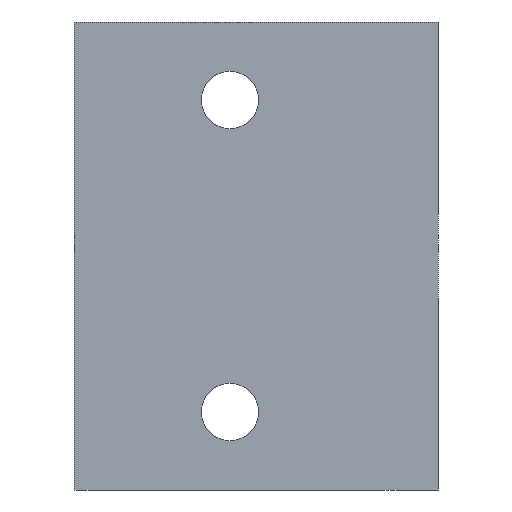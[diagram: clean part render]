
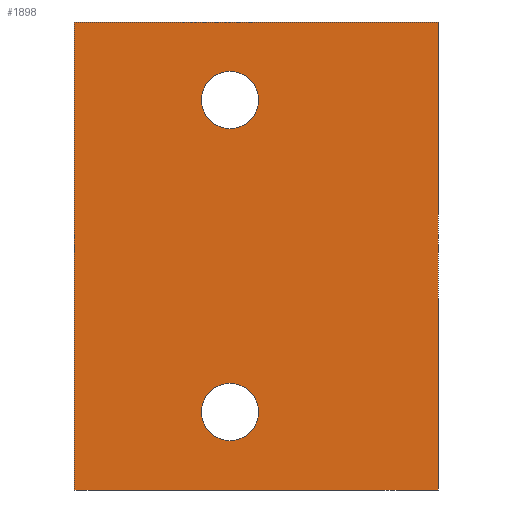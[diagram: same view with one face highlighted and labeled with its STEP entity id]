
A CAD part, left-side view. The second image highlights one B-rep face of the part: STEP entity #1898.
In plain terms, the highlighted planar face has unit normal (-1, 0, 0).
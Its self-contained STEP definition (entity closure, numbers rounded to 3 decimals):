
#74=CIRCLE('',#2053,5.5);
#75=CIRCLE('',#2055,5.5);
#95=FACE_BOUND('',#321,.T.);
#96=FACE_BOUND('',#322,.T.);
#201=FACE_OUTER_BOUND('',#320,.T.);
#320=EDGE_LOOP('',(#1693,#1694,#1695,#1696));
#321=EDGE_LOOP('',(#1697));
#322=EDGE_LOOP('',(#1698));
#523=LINE('',#3089,#738);
#537=LINE('',#3129,#752);
#539=LINE('',#3133,#754);
#540=LINE('',#3134,#755);
#738=VECTOR('',#2503,10.);
#752=VECTOR('',#2545,10.);
#754=VECTOR('',#2549,10.);
#755=VECTOR('',#2550,10.);
#918=VERTEX_POINT('',#3086);
#919=VERTEX_POINT('',#3088);
#928=VERTEX_POINT('',#3116);
#929=VERTEX_POINT('',#3120);
#931=VERTEX_POINT('',#3128);
#932=VERTEX_POINT('',#3132);
#1169=EDGE_CURVE('',#919,#918,#523,.T.);
#1184=EDGE_CURVE('',#928,#928,#74,.T.);
#1186=EDGE_CURVE('',#929,#929,#75,.T.);
#1189=EDGE_CURVE('',#931,#919,#537,.T.);
#1191=EDGE_CURVE('',#932,#918,#539,.T.);
#1192=EDGE_CURVE('',#931,#932,#540,.T.);
#1693=ORIENTED_EDGE('',*,*,#1169,.T.);
#1694=ORIENTED_EDGE('',*,*,#1191,.F.);
#1695=ORIENTED_EDGE('',*,*,#1192,.F.);
#1696=ORIENTED_EDGE('',*,*,#1189,.T.);
#1697=ORIENTED_EDGE('',*,*,#1184,.T.);
#1698=ORIENTED_EDGE('',*,*,#1186,.T.);
#1798=PLANE('',#2058);
#1898=ADVANCED_FACE('',(#201,#95,#96),#1798,.T.);
#2053=AXIS2_PLACEMENT_3D('',#3118,#2532,#2533);
#2055=AXIS2_PLACEMENT_3D('',#3122,#2537,#2538);
#2058=AXIS2_PLACEMENT_3D('',#3131,#2547,#2548);
#2503=DIRECTION('',(0.,1.,0.));
#2532=DIRECTION('center_axis',(1.,0.,0.));
#2533=DIRECTION('ref_axis',(0.,0.,-1.));
#2537=DIRECTION('center_axis',(1.,0.,0.));
#2538=DIRECTION('ref_axis',(0.,0.,-1.));
#2545=DIRECTION('',(0.,0.,1.));
#2547=DIRECTION('center_axis',(-1.,0.,0.));
#2548=DIRECTION('ref_axis',(0.,0.,1.));
#2549=DIRECTION('',(0.,0.,1.));
#2550=DIRECTION('',(0.,1.,0.));
#3086=CARTESIAN_POINT('',(0.,70.,90.));
#3088=CARTESIAN_POINT('',(0.,0.,90.));
#3089=CARTESIAN_POINT('',(0.,0.,90.));
#3116=CARTESIAN_POINT('',(0.,40.,80.5));
#3118=CARTESIAN_POINT('Origin',(0.,40.,75.));
#3120=CARTESIAN_POINT('',(0.,40.,20.5));
#3122=CARTESIAN_POINT('Origin',(0.,40.,15.));
#3128=CARTESIAN_POINT('',(0.,0.,0.));
#3129=CARTESIAN_POINT('',(0.,0.,0.));
#3131=CARTESIAN_POINT('Origin',(0.,0.,0.));
#3132=CARTESIAN_POINT('',(0.,70.,0.));
#3133=CARTESIAN_POINT('',(0.,70.,0.));
#3134=CARTESIAN_POINT('',(0.,0.,0.));
